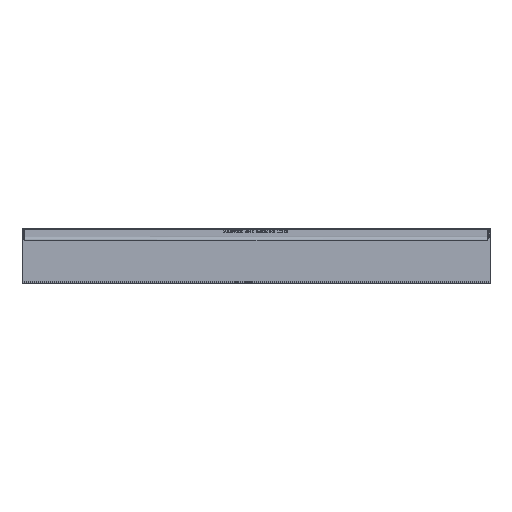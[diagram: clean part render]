
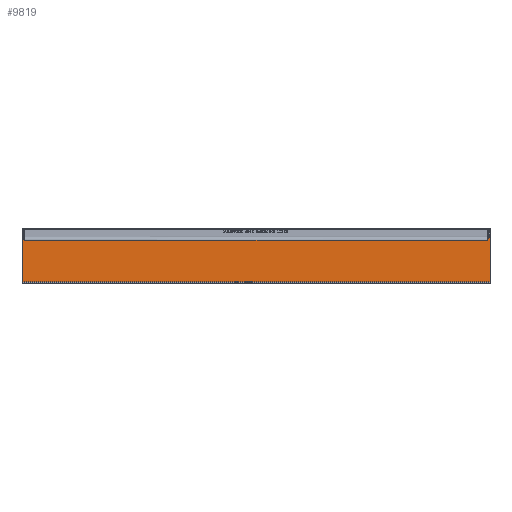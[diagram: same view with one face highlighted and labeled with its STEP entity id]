
A CAD part, top view. The second image highlights one B-rep face of the part: STEP entity #9819.
In plain terms, the highlighted planar face has unit normal (0, 0.018, 1).
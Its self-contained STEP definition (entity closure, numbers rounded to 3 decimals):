
#563 = DIRECTION ( 'NONE',  ( 0., 1., -0.017 ) ) ;
#798 = CARTESIAN_POINT ( 'NONE',  ( 0., 5.004, 15.907 ) ) ;
#1690 = CARTESIAN_POINT ( 'NONE',  ( 51.488, 6.366, 15.883 ) ) ;
#2077 = EDGE_CURVE ( 'NONE', #40759, #20987, #13448, .T. ) ;
#2122 = LINE ( 'NONE', #28115, #10391 ) ;
#3078 = CARTESIAN_POINT ( 'NONE',  ( -8.295, 5.147, 15.905 ) ) ;
#3276 = CARTESIAN_POINT ( 'NONE',  ( 51.499, -0.333, 16. ) ) ;
#3484 = CARTESIAN_POINT ( 'NONE',  ( 51.426, 5.394, 15.9 ) ) ;
#3789 = DIRECTION ( 'NONE',  ( 0., -0.017, -1. ) ) ;
#5674 = LINE ( 'NONE', #17064, #6619 ) ;
#6042 = CARTESIAN_POINT ( 'NONE',  ( -8.442, 5.463, 15.899 ) ) ;
#6356 = EDGE_CURVE ( 'NONE', #21876, #30979, #2122, .T. ) ;
#6369 = DIRECTION ( 'NONE',  ( 0.999, -0.052, 0.001 ) ) ;
#6619 = VECTOR ( 'NONE', #21271, 39.37 ) ;
#7022 = CARTESIAN_POINT ( 'NONE',  ( -8.443, 5.487, 15.899 ) ) ;
#7529 = ORIENTED_EDGE ( 'NONE', *, *, #40848, .F. ) ;
#7979 = DIRECTION ( 'NONE',  ( 0., 1., -0.017 ) ) ;
#8464 = LINE ( 'NONE', #46601, #46107 ) ;
#8715 = CARTESIAN_POINT ( 'NONE',  ( -8.172, 5.004, 15.907 ) ) ;
#9732 = EDGE_CURVE ( 'NONE', #20987, #25966, #38568, .T. ) ;
#9819 = ADVANCED_FACE ( 'NONE', ( #48858 ), #30998, .F. ) ;
#9991 = VECTOR ( 'NONE', #38961, 39.37 ) ;
#10010 = CARTESIAN_POINT ( 'NONE',  ( -8.396, 5.305, 15.902 ) ) ;
#10391 = VECTOR ( 'NONE', #47680, 39.37 ) ;
#10672 = CARTESIAN_POINT ( 'NONE',  ( 51.441, 5.463, 15.899 ) ) ;
#10906 = CARTESIAN_POINT ( 'NONE',  ( 51.42, 5.371, 15.901 ) ) ;
#11397 = CARTESIAN_POINT ( 'NONE',  ( 51.437, 5.44, 15.899 ) ) ;
#11745 = LINE ( 'NONE', #27080, #31494 ) ;
#13094 = EDGE_CURVE ( 'NONE', #30979, #33757, #8464, .T. ) ;
#13448 = LINE ( 'NONE', #44159, #44594 ) ;
#13538 = EDGE_CURVE ( 'NONE', #47278, #25966, #5674, .T. ) ;
#13731 = CARTESIAN_POINT ( 'NONE',  ( -8.374, 5.264, 15.902 ) ) ;
#13945 = EDGE_CURVE ( 'NONE', #33757, #40759, #35843, .T. ) ;
#14375 = CARTESIAN_POINT ( 'NONE',  ( 51.171, 5.004, 15.907 ) ) ;
#14452 = CARTESIAN_POINT ( 'NONE',  ( -8.421, 5.371, 15.901 ) ) ;
#14665 = VERTEX_POINT ( 'NONE', #1690 ) ;
#14851 = CARTESIAN_POINT ( 'NONE',  ( 51.395, 5.305, 15.902 ) ) ;
#15703 = VERTEX_POINT ( 'NONE', #32831 ) ;
#15935 = CARTESIAN_POINT ( 'NONE',  ( 51.442, 5.487, 15.899 ) ) ;
#16018 = CARTESIAN_POINT ( 'NONE',  ( 51.171, 5.004, 15.907 ) ) ;
#16871 = VECTOR ( 'NONE', #47228, 39.37 ) ;
#17064 = CARTESIAN_POINT ( 'NONE',  ( 0., 5.004, 15.907 ) ) ;
#17368 = B_SPLINE_CURVE_WITH_KNOTS ( 'NONE', 3,
 ( #14375, #44834, #29473, #22279, #34152, #41605, #14851, #44596, #10906, #3484, #37172, #11397, #10672, #45316 ),
 .UNSPECIFIED., .F., .F.,
 ( 4, 2, 2, 2, 2, 2, 4 ),
 ( 0., 0.004, 0.007, 0.011, 0.012, 0.013, 0.014 ),
 .UNSPECIFIED. ) ;
#17422 = CARTESIAN_POINT ( 'NONE',  ( -8.204, 5.039, 15.906 ) ) ;
#17752 = LINE ( 'NONE', #43781, #43595 ) ;
#20503 = EDGE_CURVE ( 'NONE', #48321, #14665, #31021, .T. ) ;
#20987 = VERTEX_POINT ( 'NONE', #26466 ) ;
#21271 = DIRECTION ( 'NONE',  ( -1., 0., 0. ) ) ;
#21876 = VERTEX_POINT ( 'NONE', #3276 ) ;
#21880 = CARTESIAN_POINT ( 'NONE',  ( -8.427, 5.394, 15.9 ) ) ;
#22279 = CARTESIAN_POINT ( 'NONE',  ( 51.294, 5.147, 15.905 ) ) ;
#23643 = EDGE_CURVE ( 'NONE', #47278, #48321, #17368, .T. ) ;
#24259 = EDGE_LOOP ( 'NONE', ( #27635, #7529, #48976, #39676, #38990, #46437, #40281, #24447, #44495, #44941 ) ) ;
#24447 = ORIENTED_EDGE ( 'NONE', *, *, #13945, .F. ) ;
#25580 = CARTESIAN_POINT ( 'NONE',  ( -8.5, -0.333, 16. ) ) ;
#25840 = CARTESIAN_POINT ( 'NONE',  ( -8.172, 5.004, 15.907 ) ) ;
#25966 = VERTEX_POINT ( 'NONE', #8715 ) ;
#26466 = CARTESIAN_POINT ( 'NONE',  ( -8.443, 5.487, 15.899 ) ) ;
#27080 = CARTESIAN_POINT ( 'NONE',  ( 51.499, 5.004, 15.907 ) ) ;
#27635 = ORIENTED_EDGE ( 'NONE', *, *, #48291, .F. ) ;
#28115 = CARTESIAN_POINT ( 'NONE',  ( -8.5, -0.333, 16. ) ) ;
#29400 = DIRECTION ( 'NONE',  ( 0., -1., 0.017 ) ) ;
#29473 = CARTESIAN_POINT ( 'NONE',  ( 51.234, 5.074, 15.906 ) ) ;
#29552 = CARTESIAN_POINT ( 'NONE',  ( -8.417, 5.36, 15.901 ) ) ;
#30979 = VERTEX_POINT ( 'NONE', #25580 ) ;
#30998 = PLANE ( 'NONE',  #40562 ) ;
#31021 = LINE ( 'NONE', #35225, #9991 ) ;
#31494 = VECTOR ( 'NONE', #29400, 39.37 ) ;
#32133 = CARTESIAN_POINT ( 'NONE',  ( -8.369, 6.372, 15.883 ) ) ;
#32831 = CARTESIAN_POINT ( 'NONE',  ( 51.499, 6.365, 15.883 ) ) ;
#33757 = VERTEX_POINT ( 'NONE', #44437 ) ;
#34152 = CARTESIAN_POINT ( 'NONE',  ( 51.323, 5.185, 15.904 ) ) ;
#34608 = CARTESIAN_POINT ( 'NONE',  ( -8.489, 6.366, 15.883 ) ) ;
#35225 = CARTESIAN_POINT ( 'NONE',  ( 51.276, 2.317, 15.954 ) ) ;
#35843 = LINE ( 'NONE', #32133, #16871 ) ;
#36260 = CARTESIAN_POINT ( 'NONE',  ( -8.235, 5.074, 15.906 ) ) ;
#37001 = CARTESIAN_POINT ( 'NONE',  ( -8.324, 5.185, 15.904 ) ) ;
#37172 = CARTESIAN_POINT ( 'NONE',  ( 51.429, 5.405, 15.9 ) ) ;
#38568 = B_SPLINE_CURVE_WITH_KNOTS ( 'NONE', 3,
 ( #7022, #6042, #48139, #44425, #21880, #14452, #29552, #10010, #13731, #37001, #3078, #36260, #17422, #25840 ),
 .UNSPECIFIED., .F., .F.,
 ( 4, 2, 2, 2, 2, 2, 4 ),
 ( 0., 0.002, 0.003, 0.004, 0.007, 0.011, 0.014 ),
 .UNSPECIFIED. ) ;
#38961 = DIRECTION ( 'NONE',  ( 0.052, 0.998, -0.017 ) ) ;
#38990 = ORIENTED_EDGE ( 'NONE', *, *, #13538, .T. ) ;
#39676 = ORIENTED_EDGE ( 'NONE', *, *, #23643, .F. ) ;
#39711 = DIRECTION ( 'NONE',  ( 0.052, -0.998, 0.017 ) ) ;
#40281 = ORIENTED_EDGE ( 'NONE', *, *, #2077, .F. ) ;
#40562 = AXIS2_PLACEMENT_3D ( 'NONE', #798, #3789, #563 ) ;
#40759 = VERTEX_POINT ( 'NONE', #34608 ) ;
#40848 = EDGE_CURVE ( 'NONE', #14665, #15703, #17752, .T. ) ;
#41605 = CARTESIAN_POINT ( 'NONE',  ( 51.373, 5.264, 15.902 ) ) ;
#43595 = VECTOR ( 'NONE', #6369, 39.37 ) ;
#43781 = CARTESIAN_POINT ( 'NONE',  ( 51.493, 6.366, 15.883 ) ) ;
#44159 = CARTESIAN_POINT ( 'NONE',  ( -8.394, 4.564, 15.915 ) ) ;
#44425 = CARTESIAN_POINT ( 'NONE',  ( -8.43, 5.405, 15.9 ) ) ;
#44437 = CARTESIAN_POINT ( 'NONE',  ( -8.5, 6.365, 15.883 ) ) ;
#44495 = ORIENTED_EDGE ( 'NONE', *, *, #13094, .F. ) ;
#44594 = VECTOR ( 'NONE', #39711, 39.37 ) ;
#44596 = CARTESIAN_POINT ( 'NONE',  ( 51.416, 5.36, 15.901 ) ) ;
#44834 = CARTESIAN_POINT ( 'NONE',  ( 51.203, 5.039, 15.906 ) ) ;
#44941 = ORIENTED_EDGE ( 'NONE', *, *, #6356, .F. ) ;
#45316 = CARTESIAN_POINT ( 'NONE',  ( 51.442, 5.487, 15.899 ) ) ;
#46107 = VECTOR ( 'NONE', #7979, 39.37 ) ;
#46437 = ORIENTED_EDGE ( 'NONE', *, *, #9732, .F. ) ;
#46601 = CARTESIAN_POINT ( 'NONE',  ( -8.5, 5.004, 15.907 ) ) ;
#47228 = DIRECTION ( 'NONE',  ( 0.999, 0.052, -0.001 ) ) ;
#47278 = VERTEX_POINT ( 'NONE', #16018 ) ;
#47680 = DIRECTION ( 'NONE',  ( -1., 0., 0. ) ) ;
#48139 = CARTESIAN_POINT ( 'NONE',  ( -8.438, 5.44, 15.899 ) ) ;
#48291 = EDGE_CURVE ( 'NONE', #15703, #21876, #11745, .T. ) ;
#48321 = VERTEX_POINT ( 'NONE', #15935 ) ;
#48858 = FACE_OUTER_BOUND ( 'NONE', #24259, .T. ) ;
#48976 = ORIENTED_EDGE ( 'NONE', *, *, #20503, .F. ) ;
